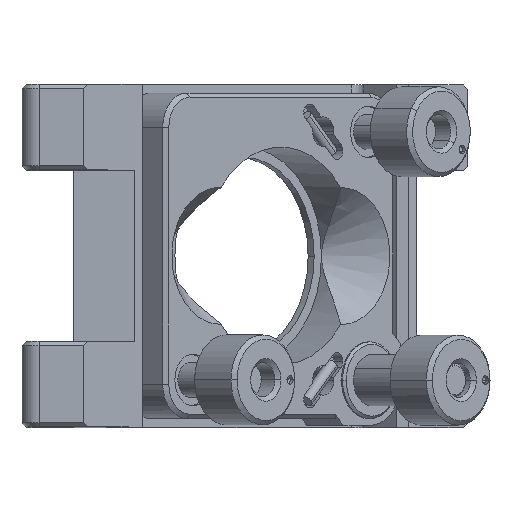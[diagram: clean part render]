
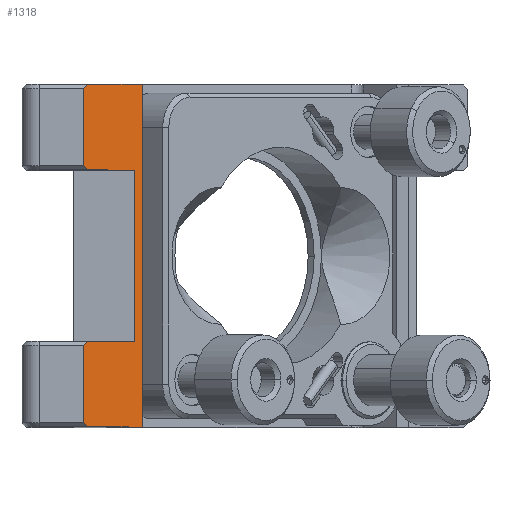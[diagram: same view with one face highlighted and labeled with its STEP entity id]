
A CAD part, top view. The second image highlights one B-rep face of the part: STEP entity #1318.
In plain terms, the highlighted planar face has unit normal (0.707, 0, 0.707).
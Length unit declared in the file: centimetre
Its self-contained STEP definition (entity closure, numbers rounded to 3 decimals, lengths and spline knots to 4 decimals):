
#102 = VERTEX_POINT ( 'NONE', #4342 ) ;
#379 = EDGE_CURVE ( 'NONE', #380, #102, #4930, .T. ) ;
#380 = VERTEX_POINT ( 'NONE', #4945 ) ;
#1015 = EDGE_CURVE ( 'NONE', #1031, #102, #6063, .T. ) ;
#1031 = VERTEX_POINT ( 'NONE', #6101 ) ;
#1080 = VERTEX_POINT ( 'NONE', #6152 ) ;
#1082 = VERTEX_POINT ( 'NONE', #6192 ) ;
#1132 = EDGE_CURVE ( 'NONE', #1082, #1080, #6233, .T. ) ;
#1137 = EDGE_CURVE ( 'NONE', #1031, #1082, #6271, .T. ) ;
#1180 = EDGE_CURVE ( 'NONE', #1080, #1236, #6364, .T. ) ;
#1182 = EDGE_CURVE ( 'NONE', #1241, #1236, #6359, .T. ) ;
#1232 = VERTEX_POINT ( 'NONE', #6421 ) ;
#1236 = VERTEX_POINT ( 'NONE', #6394 ) ;
#1238 = EDGE_CURVE ( 'NONE', #1241, #1232, #6450, .T. ) ;
#1241 = VERTEX_POINT ( 'NONE', #6446 ) ;
#1268 = VERTEX_POINT ( 'NONE', #6444 ) ;
#1277 = EDGE_CURVE ( 'NONE', #1278, #1268, #6491, .T. ) ;
#1278 = VERTEX_POINT ( 'NONE', #6493 ) ;
#1280 = EDGE_CURVE ( 'NONE', #1278, #1232, #6486, .T. ) ;
#1318 = ADVANCED_FACE ( 'NONE', ( #6555 ), #6553, .F. ) ;
#1319 = EDGE_CURVE ( 'NONE', #1376, #1385, #6546, .T. ) ;
#1321 = ORIENTED_EDGE ( 'NONE', *, *, #1379, .F. ) ;
#1356 = ORIENTED_EDGE ( 'NONE', *, *, #1280, .F. ) ;
#1365 = ORIENTED_EDGE ( 'NONE', *, *, #1319, .T. ) ;
#1366 = EDGE_CURVE ( 'NONE', #380, #1385, #6645, .T. ) ;
#1367 = ORIENTED_EDGE ( 'NONE', *, *, #1132, .T. ) ;
#1368 = ORIENTED_EDGE ( 'NONE', *, *, #1015, .F. ) ;
#1369 = ORIENTED_EDGE ( 'NONE', *, *, #379, .T. ) ;
#1370 = ORIENTED_EDGE ( 'NONE', *, *, #1238, .T. ) ;
#1371 = ORIENTED_EDGE ( 'NONE', *, *, #1137, .T. ) ;
#1372 = ORIENTED_EDGE ( 'NONE', *, *, #1277, .T. ) ;
#1373 = ORIENTED_EDGE ( 'NONE', *, *, #1180, .T. ) ;
#1376 = VERTEX_POINT ( 'NONE', #6625 ) ;
#1377 = EDGE_LOOP ( 'NONE', ( #1321, #1365, #1381, #1369, #1368, #1371, #1367, #1373, #1384, #1370, #1356, #1372 ) ) ;
#1379 = EDGE_CURVE ( 'NONE', #1376, #1268, #6679, .T. ) ;
#1381 = ORIENTED_EDGE ( 'NONE', *, *, #1366, .F. ) ;
#1384 = ORIENTED_EDGE ( 'NONE', *, *, #1182, .F. ) ;
#1385 = VERTEX_POINT ( 'NONE', #6675 ) ;
#4342 = CARTESIAN_POINT ( 'NONE',  ( -0.2788, 2.1957, 50.7214 ) ) ;
#4927 = DIRECTION ( 'NONE',  ( 0., 1., 0. ) ) ;
#4928 = VECTOR ( 'NONE', #4927, 100. ) ;
#4929 = CARTESIAN_POINT ( 'NONE',  ( -0.2788, -2.9867, 50.7214 ) ) ;
#4930 = LINE ( 'NONE', #4929, #4928 ) ;
#4945 = CARTESIAN_POINT ( 'NONE',  ( -0.2788, -1.8043, 50.7214 ) ) ;
#6059 = DIRECTION ( 'NONE',  ( 0.707, 0., -0.707 ) ) ;
#6060 = VECTOR ( 'NONE', #6059, 100. ) ;
#6062 = CARTESIAN_POINT ( 'NONE',  ( -0.7231, 2.1957, 51.1658 ) ) ;
#6063 = LINE ( 'NONE', #6062, #6060 ) ;
#6101 = CARTESIAN_POINT ( 'NONE',  ( -0.9146, 2.1957, 51.3572 ) ) ;
#6152 = CARTESIAN_POINT ( 'NONE',  ( -0.9646, 1.2457, 51.4072 ) ) ;
#6192 = CARTESIAN_POINT ( 'NONE',  ( -0.9646, 2.1457, 51.4072 ) ) ;
#6230 = DIRECTION ( 'NONE',  ( 0., -1., 0. ) ) ;
#6231 = VECTOR ( 'NONE', #6230, 100. ) ;
#6232 = CARTESIAN_POINT ( 'NONE',  ( -0.9646, 1.1957, 51.4072 ) ) ;
#6233 = LINE ( 'NONE', #6232, #6231 ) ;
#6268 = DIRECTION ( 'NONE',  ( -0.577, -0.577, 0.577 ) ) ;
#6269 = VECTOR ( 'NONE', #6268, 100. ) ;
#6270 = CARTESIAN_POINT ( 'NONE',  ( -0.9703, 2.1399, 51.4129 ) ) ;
#6271 = LINE ( 'NONE', #6270, #6269 ) ;
#6356 = DIRECTION ( 'NONE',  ( -0.707, 0., 0.707 ) ) ;
#6357 = VECTOR ( 'NONE', #6356, 100. ) ;
#6358 = CARTESIAN_POINT ( 'NONE',  ( -0.8826, 1.1957, 51.3253 ) ) ;
#6359 = LINE ( 'NONE', #6358, #6357 ) ;
#6361 = DIRECTION ( 'NONE',  ( 0.577, -0.577, -0.577 ) ) ;
#6362 = VECTOR ( 'NONE', #6361, 100. ) ;
#6363 = CARTESIAN_POINT ( 'NONE',  ( -1.2036, 1.4847, 51.6462 ) ) ;
#6364 = LINE ( 'NONE', #6363, #6362 ) ;
#6394 = CARTESIAN_POINT ( 'NONE',  ( -0.9146, 1.1957, 51.3572 ) ) ;
#6421 = CARTESIAN_POINT ( 'NONE',  ( -0.3646, -0.8043, 50.8072 ) ) ;
#6444 = CARTESIAN_POINT ( 'NONE',  ( -0.9646, -0.8543, 51.4072 ) ) ;
#6446 = CARTESIAN_POINT ( 'NONE',  ( -0.3646, 1.1957, 50.8072 ) ) ;
#6447 = DIRECTION ( 'NONE',  ( 0., -1., 0. ) ) ;
#6448 = VECTOR ( 'NONE', #6447, 100. ) ;
#6449 = CARTESIAN_POINT ( 'NONE',  ( -0.3646, -1.8043, 50.8072 ) ) ;
#6450 = LINE ( 'NONE', #6449, #6448 ) ;
#6483 = DIRECTION ( 'NONE',  ( 0.707, 0., -0.707 ) ) ;
#6484 = VECTOR ( 'NONE', #6483, 100. ) ;
#6485 = CARTESIAN_POINT ( 'NONE',  ( -0.8826, -0.8043, 51.3253 ) ) ;
#6486 = LINE ( 'NONE', #6485, #6484 ) ;
#6488 = DIRECTION ( 'NONE',  ( -0.577, -0.577, 0.577 ) ) ;
#6489 = VECTOR ( 'NONE', #6488, 100. ) ;
#6490 = CARTESIAN_POINT ( 'NONE',  ( -0.8766, -0.7664, 51.3192 ) ) ;
#6491 = LINE ( 'NONE', #6490, #6489 ) ;
#6493 = CARTESIAN_POINT ( 'NONE',  ( -0.9146, -0.8043, 51.3572 ) ) ;
#6542 = DIRECTION ( 'NONE',  ( -0.707, 0., 0.707 ) ) ;
#6543 = DIRECTION ( 'NONE',  ( -0.707, 0., -0.707 ) ) ;
#6544 = CARTESIAN_POINT ( 'NONE',  ( -1.8415, -2.9867, 52.2841 ) ) ;
#6545 = AXIS2_PLACEMENT_3D ( 'NONE', #6544, #6543, #6542 ) ;
#6546 = LINE ( 'NONE', #6596, #6595 ) ;
#6553 = PLANE ( 'NONE',  #6545 ) ;
#6555 = FACE_OUTER_BOUND ( 'NONE', #1377, .T. ) ;
#6594 = DIRECTION ( 'NONE',  ( 0.577, -0.577, -0.577 ) ) ;
#6595 = VECTOR ( 'NONE', #6594, 100. ) ;
#6596 = CARTESIAN_POINT ( 'NONE',  ( -1.2036, -1.5153, 51.6462 ) ) ;
#6624 = DIRECTION ( 'NONE',  ( -0.707, 0., 0.707 ) ) ;
#6625 = CARTESIAN_POINT ( 'NONE',  ( -0.9646, -1.7543, 51.4072 ) ) ;
#6635 = CARTESIAN_POINT ( 'NONE',  ( -0.7231, -1.8043, 51.1658 ) ) ;
#6636 = VECTOR ( 'NONE', #6624, 100. ) ;
#6645 = LINE ( 'NONE', #6635, #6636 ) ;
#6675 = CARTESIAN_POINT ( 'NONE',  ( -0.9146, -1.8043, 51.3572 ) ) ;
#6676 = DIRECTION ( 'NONE',  ( 0., 1., 0. ) ) ;
#6677 = VECTOR ( 'NONE', #6676, 100. ) ;
#6678 = CARTESIAN_POINT ( 'NONE',  ( -0.9646, -0.8043, 51.4072 ) ) ;
#6679 = LINE ( 'NONE', #6678, #6677 ) ;
